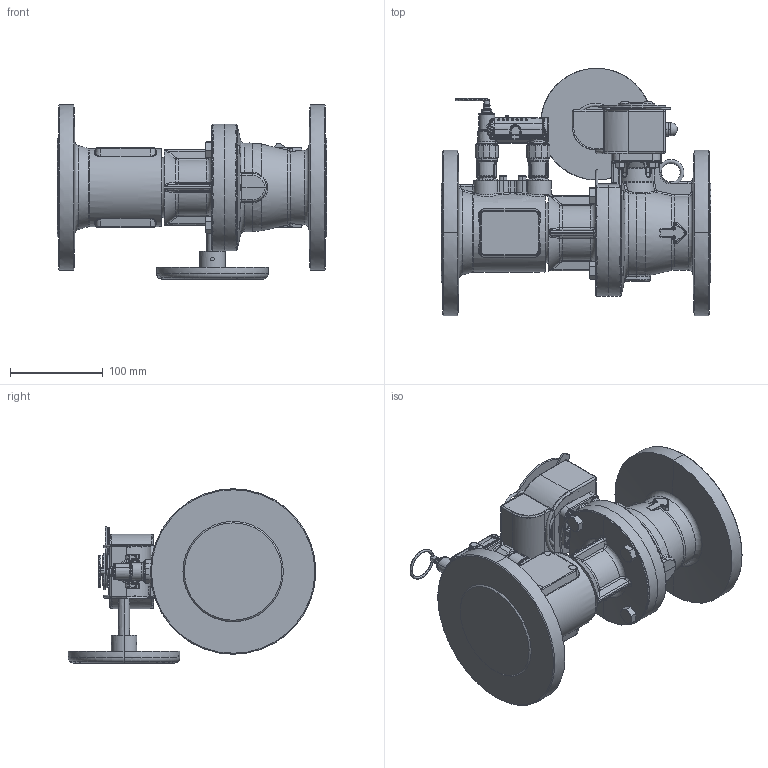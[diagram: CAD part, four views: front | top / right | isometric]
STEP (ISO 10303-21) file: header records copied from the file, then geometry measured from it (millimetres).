
FILE_DESCRIPTION((''),'2;1');
FILE_NAME('DVT8_132060A_SW0001','2017-03-02T',('sparenzan'),(''),'CREO PARAMETRIC BY PTC INC, 2016050','CREO PARAMETRIC BY PTC INC, 2016050','');
FILE_SCHEMA(('CONFIG_CONTROL_DESIGN'));
Products named in the file (1): DVT8_132060A_SW0001
Bounding box: 290 x 266.27 x 187.4 mm (x, y, z)
Surface area: 451513.1 mm2 (no closed solid volume)
Topology: 0 solids, 0 shells, 2181 faces, 11354 edges, 11126 vertices
Faces by surface type: bspline 1911, torus 219, sphere 51
Entity records: 314721 total; most frequent: CARTESIAN_POINT 220749, DIRECTION 13914, TRIMMED_CURVE 11408, DEFINITIONAL_REPRESENTATION 10985, PCURVE 10985, COMPOSITE_CURVE_SEGMENT 10985, VECTOR 9442, LINE 9442
